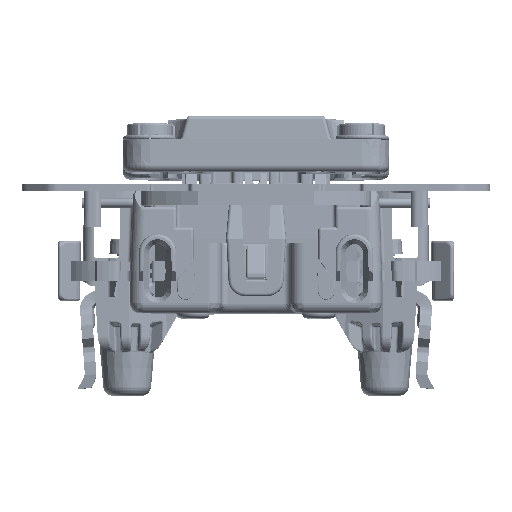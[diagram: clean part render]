
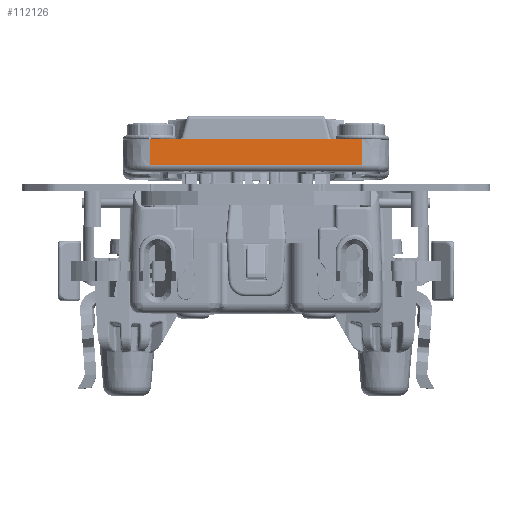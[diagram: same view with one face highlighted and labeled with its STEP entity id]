
A CAD part, top view. The second image highlights one B-rep face of the part: STEP entity #112126.
In plain terms, the highlighted face is planar.
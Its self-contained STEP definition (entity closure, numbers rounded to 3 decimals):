
#92188=DIRECTION('',(-1.,0.,0.));
#92189=VECTOR('',#92188,32.1);
#92190=CARTESIAN_POINT('',(16.05,0.6,11.65));
#92191=LINE('45311',#92190,#92189);
#92390=DIRECTION('',(0.,1.,0.017));
#92391=VECTOR('',#92390,3.918);
#92392=CARTESIAN_POINT('',(-16.05,-3.317,11.582));
#92393=LINE('45262',#92392,#92391);
#92394=DIRECTION('',(1.,0.,0.));
#92395=VECTOR('',#92394,32.1);
#92396=CARTESIAN_POINT('',(-16.05,-3.317,11.582));
#92397=LINE('45271',#92396,#92395);
#107922=DIRECTION('',(0.,1.,0.017));
#107923=VECTOR('',#107922,3.918);
#107924=CARTESIAN_POINT('',(16.05,-3.317,11.582));
#107925=LINE('45260',#107924,#107923);
#110410=CARTESIAN_POINT('',(16.05,-3.317,11.582));
#110411=CARTESIAN_POINT('',(16.05,0.6,11.65));
#110412=VERTEX_POINT('',#110410);
#110413=VERTEX_POINT('',#110411);
#110418=CARTESIAN_POINT('',(-16.05,-3.317,11.582));
#110419=CARTESIAN_POINT('',(-16.05,0.6,11.65));
#110420=VERTEX_POINT('',#110418);
#110421=VERTEX_POINT('',#110419);
#112113=CARTESIAN_POINT('',(-16.05,0.6,11.65));
#112114=DIRECTION('',(0.,-0.017,1.));
#112115=DIRECTION('',(1.,0.,0.));
#112116=AXIS2_PLACEMENT_3D('',#112113,#112114,#112115);
#112117=PLANE('42604',#112116);
#112119=ORIENTED_EDGE('45271',*,*,#112118,.F.);
#112120=ORIENTED_EDGE('45262',*,*,#112099,.T.);
#112121=ORIENTED_EDGE('45311',*,*,#111891,.F.);
#112123=ORIENTED_EDGE('45260',*,*,#112122,.F.);
#112124=EDGE_LOOP('42604',(#112119,#112120,#112121,#112123));
#112125=FACE_OUTER_BOUND('42604',#112124,.F.);
#112126=ADVANCED_FACE('42604',(#112125),#112117,.T.);
#111891=EDGE_CURVE('45311',#110413,#110421,#92191,.T.);
#112099=EDGE_CURVE('45262',#110420,#110421,#92393,.T.);
#112118=EDGE_CURVE('45271',#110420,#110412,#92397,.T.);
#112122=EDGE_CURVE('45260',#110412,#110413,#107925,.T.);
